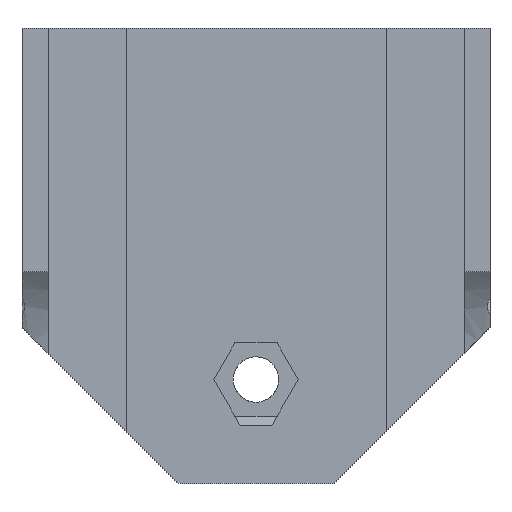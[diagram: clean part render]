
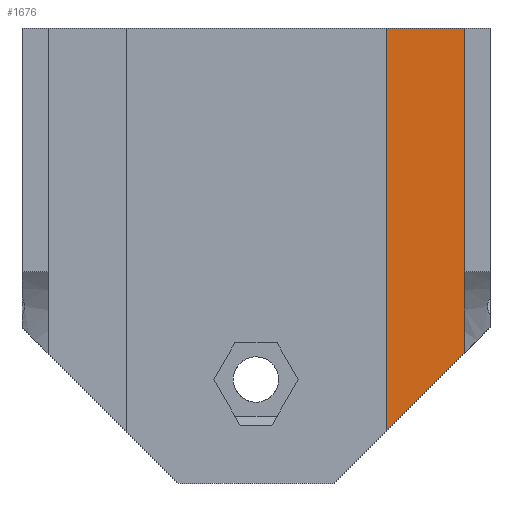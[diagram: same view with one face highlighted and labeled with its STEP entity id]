
A CAD part, front view. The second image highlights one B-rep face of the part: STEP entity #1676.
In plain terms, the highlighted planar face has unit normal (0, -1, 0).
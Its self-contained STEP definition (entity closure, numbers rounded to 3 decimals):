
#249 = PLANE('',#250);
#250 = AXIS2_PLACEMENT_3D('',#251,#252,#253);
#251 = CARTESIAN_POINT('',(10.,-44.,-116.));
#252 = DIRECTION('',(1.,0.,0.));
#253 = DIRECTION('',(0.,0.,1.));
#275 = PLANE('',#276);
#276 = AXIS2_PLACEMENT_3D('',#277,#278,#279);
#277 = CARTESIAN_POINT('',(12.,10.,-114.));
#278 = DIRECTION('',(-0.707,0.,0.707));
#279 = DIRECTION('',(0.,1.,0.));
#377 = PLANE('',#378);
#378 = AXIS2_PLACEMENT_3D('',#379,#380,#381);
#379 = CARTESIAN_POINT('',(-18.,10.,-85.));
#380 = DIRECTION('',(0.,0.,1.));
#381 = DIRECTION('',(1.,0.,0.));
#744 = VERTEX_POINT('',#745);
#745 = CARTESIAN_POINT('',(10.,16.,-85.));
#766 = VERTEX_POINT('',#767);
#767 = CARTESIAN_POINT('',(10.,16.,-116.));
#788 = EDGE_CURVE('',#766,#744,#789,.T.);
#789 = SURFACE_CURVE('',#790,(#794,#801),.PCURVE_S1.);
#790 = LINE('',#791,#792);
#791 = CARTESIAN_POINT('',(10.,16.,-116.));
#792 = VECTOR('',#793,1.);
#793 = DIRECTION('',(0.,0.,1.));
#794 = PCURVE('',#249,#795);
#795 = DEFINITIONAL_REPRESENTATION('',(#796),#800);
#796 = LINE('',#797,#798);
#797 = CARTESIAN_POINT('',(0.,-60.));
#798 = VECTOR('',#799,1.);
#799 = DIRECTION('',(1.,0.));
#800 = ( GEOMETRIC_REPRESENTATION_CONTEXT(2) 
PARAMETRIC_REPRESENTATION_CONTEXT() REPRESENTATION_CONTEXT('2D SPACE',''
  ) );
#801 = PCURVE('',#802,#807);
#802 = PLANE('',#803);
#803 = AXIS2_PLACEMENT_3D('',#804,#805,#806);
#804 = CARTESIAN_POINT('',(10.,16.,-116.));
#805 = DIRECTION('',(0.,1.,0.));
#806 = DIRECTION('',(0.,0.,1.));
#807 = DEFINITIONAL_REPRESENTATION('',(#808),#812);
#808 = LINE('',#809,#810);
#809 = CARTESIAN_POINT('',(0.,0.));
#810 = VECTOR('',#811,1.);
#811 = DIRECTION('',(1.,0.));
#812 = ( GEOMETRIC_REPRESENTATION_CONTEXT(2) 
PARAMETRIC_REPRESENTATION_CONTEXT() REPRESENTATION_CONTEXT('2D SPACE',''
  ) );
#989 = EDGE_CURVE('',#990,#766,#992,.T.);
#990 = VERTEX_POINT('',#991);
#991 = CARTESIAN_POINT('',(16.,16.,-110.));
#992 = SURFACE_CURVE('',#993,(#997,#1003),.PCURVE_S1.);
#993 = LINE('',#994,#995);
#994 = CARTESIAN_POINT('',(11.,16.,-115.));
#995 = VECTOR('',#996,1.);
#996 = DIRECTION('',(-0.707,0.,-0.707));
#997 = PCURVE('',#275,#998);
#998 = DEFINITIONAL_REPRESENTATION('',(#999),#1002);
#999 = B_SPLINE_CURVE_WITH_KNOTS('',1,(#1000,#1001),.UNSPECIFIED.,.F.,
  .F.,(2,2),(-7.071,1.414),.PIECEWISE_BEZIER_KNOTS.);
#1000 = CARTESIAN_POINT('',(6.,-5.657));
#1001 = CARTESIAN_POINT('',(6.,2.828));
#1002 = ( GEOMETRIC_REPRESENTATION_CONTEXT(2) 
PARAMETRIC_REPRESENTATION_CONTEXT() REPRESENTATION_CONTEXT('2D SPACE',''
  ) );
#1003 = PCURVE('',#802,#1004);
#1004 = DEFINITIONAL_REPRESENTATION('',(#1005),#1008);
#1005 = B_SPLINE_CURVE_WITH_KNOTS('',1,(#1006,#1007),.UNSPECIFIED.,.F.,
  .F.,(2,2),(-7.071,1.414),.PIECEWISE_BEZIER_KNOTS.);
#1006 = CARTESIAN_POINT('',(6.,6.));
#1007 = CARTESIAN_POINT('',(0.,0.));
#1008 = ( GEOMETRIC_REPRESENTATION_CONTEXT(2) 
PARAMETRIC_REPRESENTATION_CONTEXT() REPRESENTATION_CONTEXT('2D SPACE',''
  ) );
#1023 = PLANE('',#1024);
#1024 = AXIS2_PLACEMENT_3D('',#1025,#1026,#1027);
#1025 = CARTESIAN_POINT('',(16.,-44.,-116.));
#1026 = DIRECTION('',(1.,0.,0.));
#1027 = DIRECTION('',(0.,0.,1.));
#1196 = EDGE_CURVE('',#1197,#744,#1199,.T.);
#1197 = VERTEX_POINT('',#1198);
#1198 = CARTESIAN_POINT('',(16.,16.,-85.));
#1199 = SURFACE_CURVE('',#1200,(#1204,#1210),.PCURVE_S1.);
#1200 = LINE('',#1201,#1202);
#1201 = CARTESIAN_POINT('',(-4.,16.,-85.));
#1202 = VECTOR('',#1203,1.);
#1203 = DIRECTION('',(-1.,0.,0.));
#1204 = PCURVE('',#377,#1205);
#1205 = DEFINITIONAL_REPRESENTATION('',(#1206),#1209);
#1206 = B_SPLINE_CURVE_WITH_KNOTS('',1,(#1207,#1208),.UNSPECIFIED.,.F.,
  .F.,(2,2),(-20.,-14.),.PIECEWISE_BEZIER_KNOTS.);
#1207 = CARTESIAN_POINT('',(34.,6.));
#1208 = CARTESIAN_POINT('',(28.,6.));
#1209 = ( GEOMETRIC_REPRESENTATION_CONTEXT(2) 
PARAMETRIC_REPRESENTATION_CONTEXT() REPRESENTATION_CONTEXT('2D SPACE',''
  ) );
#1210 = PCURVE('',#802,#1211);
#1211 = DEFINITIONAL_REPRESENTATION('',(#1212),#1215);
#1212 = B_SPLINE_CURVE_WITH_KNOTS('',1,(#1213,#1214),.UNSPECIFIED.,.F.,
  .F.,(2,2),(-20.,-14.),.PIECEWISE_BEZIER_KNOTS.);
#1213 = CARTESIAN_POINT('',(31.,6.));
#1214 = CARTESIAN_POINT('',(31.,0.));
#1215 = ( GEOMETRIC_REPRESENTATION_CONTEXT(2) 
PARAMETRIC_REPRESENTATION_CONTEXT() REPRESENTATION_CONTEXT('2D SPACE',''
  ) );
#1676 = ADVANCED_FACE('',(#1677),#802,.F.);
#1677 = FACE_BOUND('',#1678,.F.);
#1678 = EDGE_LOOP('',(#1679,#1680,#1681,#1682));
#1679 = ORIENTED_EDGE('',*,*,#989,.T.);
#1680 = ORIENTED_EDGE('',*,*,#788,.T.);
#1681 = ORIENTED_EDGE('',*,*,#1196,.F.);
#1682 = ORIENTED_EDGE('',*,*,#1683,.F.);
#1683 = EDGE_CURVE('',#990,#1197,#1684,.T.);
#1684 = SURFACE_CURVE('',#1685,(#1689,#1696),.PCURVE_S1.);
#1685 = LINE('',#1686,#1687);
#1686 = CARTESIAN_POINT('',(16.,16.,-116.));
#1687 = VECTOR('',#1688,1.);
#1688 = DIRECTION('',(0.,0.,1.));
#1689 = PCURVE('',#802,#1690);
#1690 = DEFINITIONAL_REPRESENTATION('',(#1691),#1695);
#1691 = LINE('',#1692,#1693);
#1692 = CARTESIAN_POINT('',(0.,6.));
#1693 = VECTOR('',#1694,1.);
#1694 = DIRECTION('',(1.,0.));
#1695 = ( GEOMETRIC_REPRESENTATION_CONTEXT(2) 
PARAMETRIC_REPRESENTATION_CONTEXT() REPRESENTATION_CONTEXT('2D SPACE',''
  ) );
#1696 = PCURVE('',#1023,#1697);
#1697 = DEFINITIONAL_REPRESENTATION('',(#1698),#1702);
#1698 = LINE('',#1699,#1700);
#1699 = CARTESIAN_POINT('',(0.,-60.));
#1700 = VECTOR('',#1701,1.);
#1701 = DIRECTION('',(1.,0.));
#1702 = ( GEOMETRIC_REPRESENTATION_CONTEXT(2) 
PARAMETRIC_REPRESENTATION_CONTEXT() REPRESENTATION_CONTEXT('2D SPACE',''
  ) );
